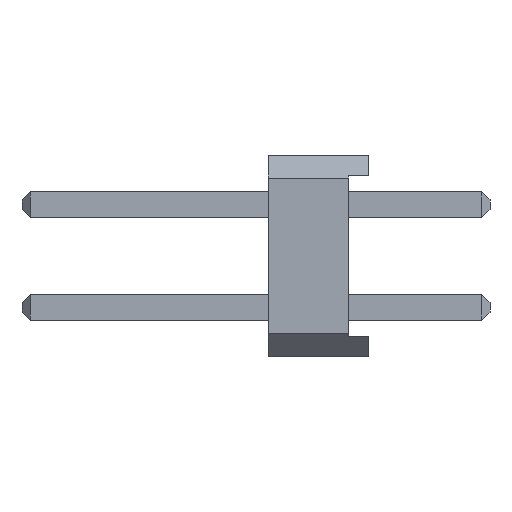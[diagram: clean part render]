
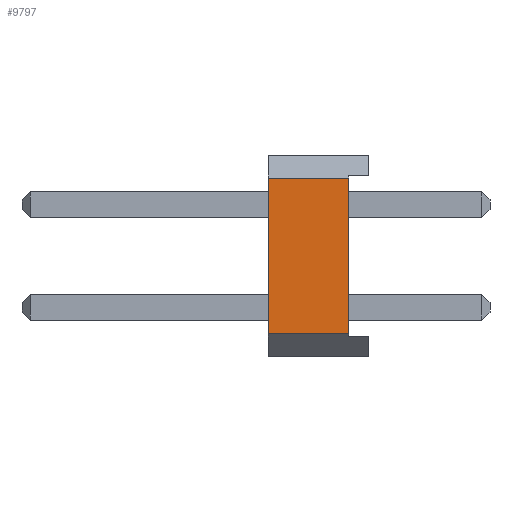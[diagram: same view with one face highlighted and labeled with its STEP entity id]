
A CAD part, left-side view. The second image highlights one B-rep face of the part: STEP entity #9797.
In plain terms, the highlighted planar face has unit normal (-1, 0, 0).
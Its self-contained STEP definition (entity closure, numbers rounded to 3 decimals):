
#691 = ORIENTED_EDGE ( 'NONE', *, *, #6843, .F. ) ;
#892 = PLANE ( 'NONE',  #12624 ) ;
#971 = ORIENTED_EDGE ( 'NONE', *, *, #2029, .F. ) ;
#2029 = EDGE_CURVE ( 'NONE', #4448, #11185, #8017, .T. ) ;
#2417 = EDGE_CURVE ( 'NONE', #9106, #4937, #6226, .T. ) ;
#3050 = DIRECTION ( 'NONE',  ( 0., 1., 0. ) ) ;
#4279 = ORIENTED_EDGE ( 'NONE', *, *, #11314, .T. ) ;
#4448 = VERTEX_POINT ( 'NONE', #7200 ) ;
#4937 = VERTEX_POINT ( 'NONE', #13437 ) ;
#5782 = DIRECTION ( 'NONE',  ( 1., 0., 0. ) ) ;
#6226 = LINE ( 'NONE', #14844, #9342 ) ;
#6669 = VECTOR ( 'NONE', #11037, 1000. ) ;
#6843 = EDGE_CURVE ( 'NONE', #9106, #4448, #10402, .T. ) ;
#7200 = CARTESIAN_POINT ( 'NONE',  ( -10.16, 0., -1.93 ) ) ;
#8017 = LINE ( 'NONE', #12880, #9683 ) ;
#8051 = EDGE_LOOP ( 'NONE', ( #4279, #971, #691, #10671 ) ) ;
#8087 = DIRECTION ( 'NONE',  ( 0., 0., 1. ) ) ;
#8179 = FACE_OUTER_BOUND ( 'NONE', #8051, .T. ) ;
#8503 = LINE ( 'NONE', #9879, #6669 ) ;
#8979 = CARTESIAN_POINT ( 'NONE',  ( -10.16, -2., -1.93 ) ) ;
#9106 = VERTEX_POINT ( 'NONE', #8979 ) ;
#9342 = VECTOR ( 'NONE', #11146, 1000. ) ;
#9683 = VECTOR ( 'NONE', #8087, 1000. ) ;
#9797 = ADVANCED_FACE ( 'NONE', ( #8179 ), #892, .F. ) ;
#9879 = CARTESIAN_POINT ( 'NONE',  ( -10.16, -5.5, 1.93 ) ) ;
#10402 = LINE ( 'NONE', #11545, #14473 ) ;
#10560 = CARTESIAN_POINT ( 'NONE',  ( -10.16, 0., 0. ) ) ;
#10671 = ORIENTED_EDGE ( 'NONE', *, *, #2417, .T. ) ;
#11037 = DIRECTION ( 'NONE',  ( 0., 1., 0. ) ) ;
#11146 = DIRECTION ( 'NONE',  ( 0., 0., 1. ) ) ;
#11185 = VERTEX_POINT ( 'NONE', #12571 ) ;
#11314 = EDGE_CURVE ( 'NONE', #4937, #11185, #8503, .T. ) ;
#11545 = CARTESIAN_POINT ( 'NONE',  ( -10.16, -5.5, -1.93 ) ) ;
#12571 = CARTESIAN_POINT ( 'NONE',  ( -10.16, 0., 1.93 ) ) ;
#12624 = AXIS2_PLACEMENT_3D ( 'NONE', #10560, #5782, #15663 ) ;
#12880 = CARTESIAN_POINT ( 'NONE',  ( -10.16, 0., 2.5 ) ) ;
#13437 = CARTESIAN_POINT ( 'NONE',  ( -10.16, -2., 1.93 ) ) ;
#14473 = VECTOR ( 'NONE', #3050, 1000. ) ;
#14844 = CARTESIAN_POINT ( 'NONE',  ( -10.16, -2., -2. ) ) ;
#15663 = DIRECTION ( 'NONE',  ( 0., 0., -1. ) ) ;
